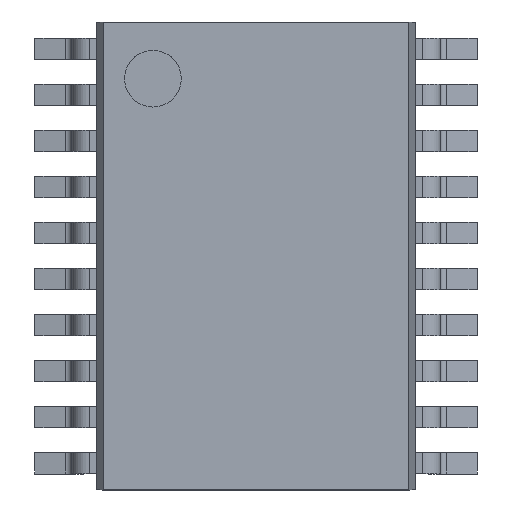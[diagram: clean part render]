
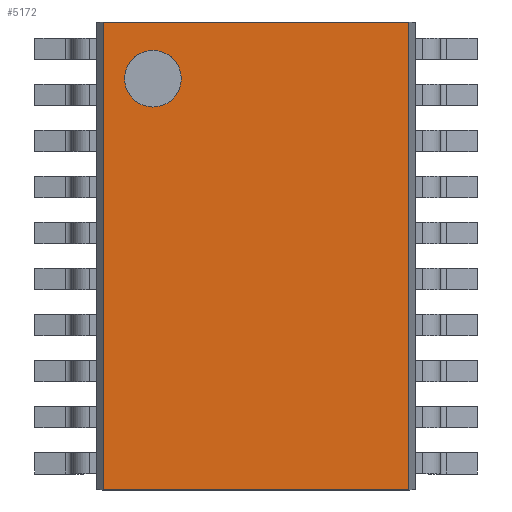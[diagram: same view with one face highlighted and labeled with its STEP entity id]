
A CAD part, top view. The second image highlights one B-rep face of the part: STEP entity #5172.
In plain terms, the highlighted planar face has unit normal (0, 0, 1).
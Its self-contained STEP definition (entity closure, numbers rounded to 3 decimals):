
#41=FACE_BOUND($,#606,.T.);
#44=CIRCLE($,#5512,0.4);
#301=FACE_OUTER_BOUND($,#605,.T.);
#605=EDGE_LOOP($,(#3458,#3459,#3460,#3461));
#606=EDGE_LOOP($,(#3462));
#914=LINE($,#7560,#1522);
#925=LINE($,#7580,#1533);
#927=LINE($,#7583,#1535);
#930=LINE($,#7587,#1538);
#1522=VECTOR($,#6013,4.308);
#1533=VECTOR($,#6028,4.308);
#1535=VECTOR($,#6032,6.6);
#1538=VECTOR($,#6037,6.6);
#2120=VERTEX_POINT($,#7539);
#2128=VERTEX_POINT($,#7557);
#2129=VERTEX_POINT($,#7559);
#2135=VERTEX_POINT($,#7577);
#2136=VERTEX_POINT($,#7579);
#2638=EDGE_CURVE($,#2120,#2120,#44,.T.);
#2646=EDGE_CURVE($,#2128,#2129,#914,.T.);
#2657=EDGE_CURVE($,#2136,#2135,#925,.T.);
#2659=EDGE_CURVE($,#2128,#2136,#927,.T.);
#2662=EDGE_CURVE($,#2129,#2135,#930,.F.);
#3458=ORIENTED_EDGE($,*,*,#2657,.T.);
#3459=ORIENTED_EDGE($,*,*,#2662,.F.);
#3460=ORIENTED_EDGE($,*,*,#2646,.F.);
#3461=ORIENTED_EDGE($,*,*,#2659,.T.);
#3462=ORIENTED_EDGE($,*,*,#2638,.T.);
#4949=PLANE($,#5522);
#5172=ADVANCED_FACE($,(#301,#41),#4949,.T.);
#5512=AXIS2_PLACEMENT_3D($,#7540,#5998,#5999);
#5522=AXIS2_PLACEMENT_3D($,#7590,#6042,#6043);
#5998=DIRECTION('center_axis',(0.,0.,
-1.));
#5999=DIRECTION('ref_axis',(1.,0.,0.));
#6013=DIRECTION($,(-1.,0.,0.));
#6028=DIRECTION($,(-1.,0.,0.));
#6032=DIRECTION($,(0.,1.,0.));
#6037=DIRECTION($,(0.,-1.,0.));
#6042=DIRECTION('center_axis',(0.,0.,
1.));
#6043=DIRECTION('ref_axis',(0.,-1.,0.));
#7539=CARTESIAN_POINT('',(-1.054,2.5,1.195));
#7540=CARTESIAN_POINT('Origin',(-1.454,2.5,1.195));
#7557=CARTESIAN_POINT('',(2.154,-3.3,1.195));
#7559=CARTESIAN_POINT('',(-2.154,-3.3,1.195));
#7560=CARTESIAN_POINT($,(1.085,-3.3,1.195));
#7577=CARTESIAN_POINT('',(-2.154,3.3,1.195));
#7579=CARTESIAN_POINT('',(2.154,3.3,1.195));
#7580=CARTESIAN_POINT($,(2.171,3.3,1.195));
#7583=CARTESIAN_POINT($,(2.154,-5.35,1.195));
#7587=CARTESIAN_POINT($,(-2.154,-5.35,1.195));
#7590=CARTESIAN_POINT('Origin',(2.171,-5.35,1.195));
